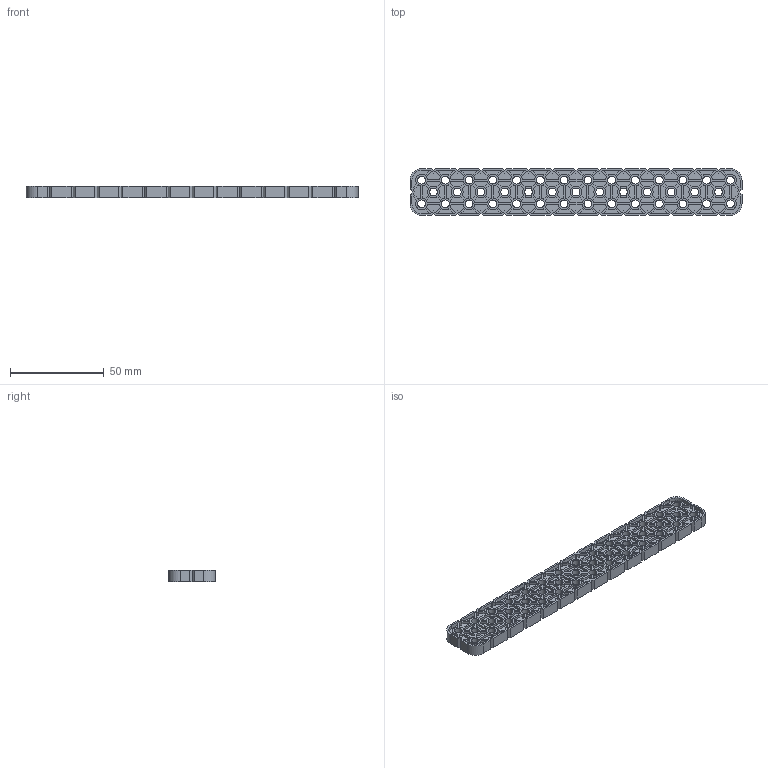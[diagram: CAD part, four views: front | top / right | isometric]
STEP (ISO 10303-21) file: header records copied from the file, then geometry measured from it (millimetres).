
FILE_DESCRIPTION (( 'STEP AP203' ), '1' );
FILE_NAME ('228-2500-027.STEP', '2015-04-27T16:33:53', ( '' ), ( '' ), 'SwSTEP 2.0', 'SolidWorks 2014', '' );
FILE_SCHEMA (( 'CONFIG_CONTROL_DESIGN' ));
Length unit declared in the file: millimetre
Products named in the file (1): 228-2500-027
Bounding box: 177.5 x 25.1 x 6.1 mm (x, y, z)
Volume: 12818.8 mm3; surface area: 18893.1 mm2
Topology: 1 solids, 1 shells, 1684 faces, 4728 edges, 3152 vertices
Faces by surface type: plane 1076, cylinder 608
Entity records: 54549 total; most frequent: CARTESIAN_POINT 9565, ORIENTED_EDGE 9456, DIRECTION 9314, EDGE_CURVE 4728, LINE 3512, VECTOR 3512, VERTEX_POINT 3152, AXIS2_PLACEMENT_3D 2901
